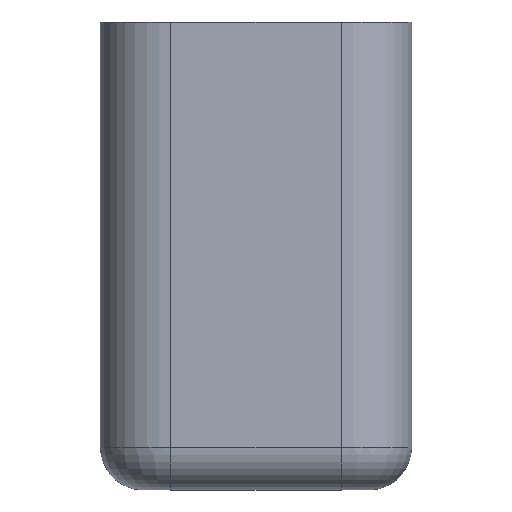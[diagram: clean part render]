
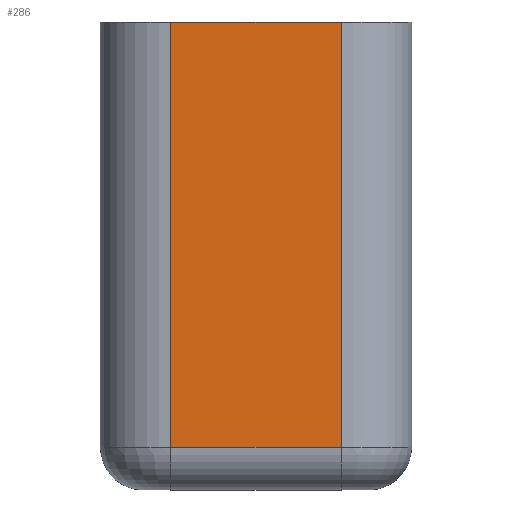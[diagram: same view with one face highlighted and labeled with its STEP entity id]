
A CAD part, top view. The second image highlights one B-rep face of the part: STEP entity #286.
In plain terms, the highlighted planar face has unit normal (0, 0, 1).
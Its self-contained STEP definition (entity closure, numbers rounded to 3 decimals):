
#13 = VERTEX_POINT ( 'NONE', #188 ) ;
#21 = DIRECTION ( 'NONE',  ( 0., -1., 0. ) ) ;
#24 = VECTOR ( 'NONE', #21, 1000. ) ;
#25 = VERTEX_POINT ( 'NONE', #155 ) ;
#42 = AXIS2_PLACEMENT_3D ( 'NONE', #85, #193, #122 ) ;
#50 = DIRECTION ( 'NONE',  ( 1., 0., 0. ) ) ;
#73 = ORIENTED_EDGE ( 'NONE', *, *, #77, .F. ) ;
#77 = EDGE_CURVE ( 'NONE', #444, #13, #366, .T. ) ;
#79 = ORIENTED_EDGE ( 'NONE', *, *, #317, .F. ) ;
#85 = CARTESIAN_POINT ( 'NONE',  ( 0., 33., 5. ) ) ;
#88 = CARTESIAN_POINT ( 'NONE',  ( 0., 33., 5. ) ) ;
#89 = EDGE_CURVE ( 'NONE', #25, #109, #153, .T. ) ;
#107 = ORIENTED_EDGE ( 'NONE', *, *, #160, .T. ) ;
#109 = VERTEX_POINT ( 'NONE', #283 ) ;
#122 = DIRECTION ( 'NONE',  ( -1., 0., 0. ) ) ;
#126 = LINE ( 'NONE', #405, #432 ) ;
#128 = ORIENTED_EDGE ( 'NONE', *, *, #89, .T. ) ;
#153 = LINE ( 'NONE', #381, #24 ) ;
#155 = CARTESIAN_POINT ( 'NONE',  ( 0., 33., 5. ) ) ;
#160 = EDGE_CURVE ( 'NONE', #109, #13, #126, .T. ) ;
#182 = VECTOR ( 'NONE', #266, 1000. ) ;
#188 = CARTESIAN_POINT ( 'NONE',  ( 12., 3., 5. ) ) ;
#193 = DIRECTION ( 'NONE',  ( 0., 0., -1. ) ) ;
#205 = CARTESIAN_POINT ( 'NONE',  ( 12., 33., 5. ) ) ;
#239 = LINE ( 'NONE', #88, #182 ) ;
#266 = DIRECTION ( 'NONE',  ( 1., 0., 0. ) ) ;
#279 = DIRECTION ( 'NONE',  ( 0., -1., 0. ) ) ;
#283 = CARTESIAN_POINT ( 'NONE',  ( 0., 3., 5. ) ) ;
#286 = ADVANCED_FACE ( 'NONE', ( #372 ), #404, .F. ) ;
#309 = CARTESIAN_POINT ( 'NONE',  ( 12., 33., 5. ) ) ;
#317 = EDGE_CURVE ( 'NONE', #25, #444, #239, .T. ) ;
#355 = EDGE_LOOP ( 'NONE', ( #128, #107, #73, #79 ) ) ;
#366 = LINE ( 'NONE', #205, #418 ) ;
#372 = FACE_OUTER_BOUND ( 'NONE', #355, .T. ) ;
#381 = CARTESIAN_POINT ( 'NONE',  ( 0., 33., 5. ) ) ;
#404 = PLANE ( 'NONE',  #42 ) ;
#405 = CARTESIAN_POINT ( 'NONE',  ( 0., 3., 5. ) ) ;
#418 = VECTOR ( 'NONE', #279, 1000. ) ;
#432 = VECTOR ( 'NONE', #50, 1000. ) ;
#444 = VERTEX_POINT ( 'NONE', #309 ) ;
